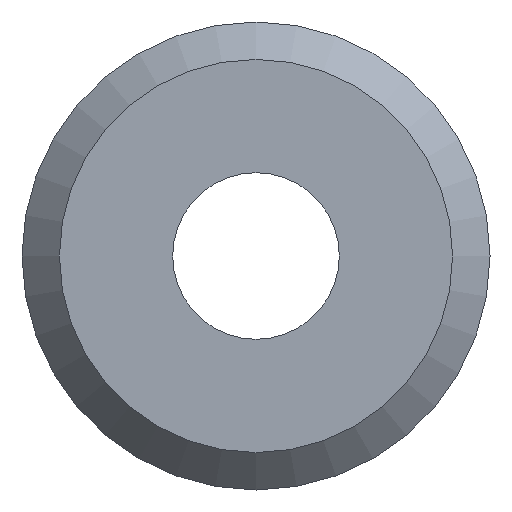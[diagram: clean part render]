
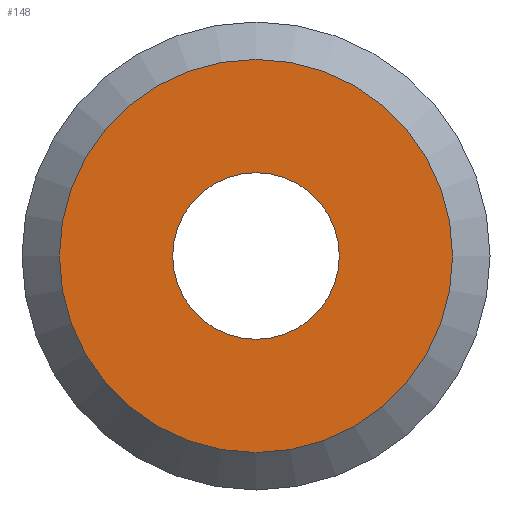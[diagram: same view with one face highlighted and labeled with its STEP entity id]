
A CAD part, left-side view. The second image highlights one B-rep face of the part: STEP entity #148.
In plain terms, the highlighted planar face has unit normal (-1, 0, 0).
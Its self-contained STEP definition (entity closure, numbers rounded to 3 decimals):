
#18=FACE_BOUND('',#38,.T.);
#20=PLANE('',#185);
#27=FACE_OUTER_BOUND('',#37,.T.);
#37=EDGE_LOOP('',(#114));
#38=EDGE_LOOP('',(#115));
#57=CIRCLE('',#180,10.5);
#61=CIRCLE('',#186,4.45);
#72=VERTEX_POINT('',#263);
#76=VERTEX_POINT('',#275);
#84=EDGE_CURVE('',#72,#72,#57,.T.);
#90=EDGE_CURVE('',#76,#76,#61,.T.);
#114=ORIENTED_EDGE('',*,*,#84,.F.);
#115=ORIENTED_EDGE('',*,*,#90,.F.);
#148=ADVANCED_FACE('',(#27,#18),#20,.T.);
#180=AXIS2_PLACEMENT_3D('',#264,#208,#209);
#185=AXIS2_PLACEMENT_3D('',#274,#220,#221);
#186=AXIS2_PLACEMENT_3D('',#276,#222,#223);
#208=DIRECTION('center_axis',(1.,0.,0.));
#209=DIRECTION('ref_axis',(0.,0.,-1.));
#220=DIRECTION('center_axis',(-1.,0.,0.));
#221=DIRECTION('ref_axis',(0.,0.,1.));
#222=DIRECTION('center_axis',(-1.,0.,0.));
#223=DIRECTION('ref_axis',(0.,0.,1.));
#263=CARTESIAN_POINT('',(-10.,0.,10.5));
#264=CARTESIAN_POINT('Origin',(-10.,0.,0.));
#274=CARTESIAN_POINT('Origin',(-10.,0.,4.45));
#275=CARTESIAN_POINT('',(-10.,0.,-4.45));
#276=CARTESIAN_POINT('Origin',(-10.,0.,0.));
